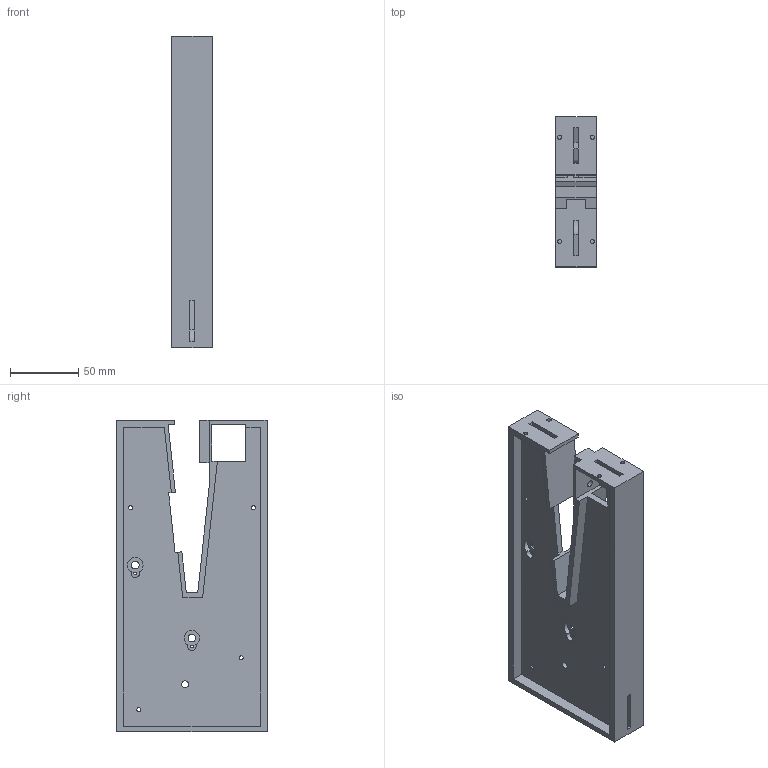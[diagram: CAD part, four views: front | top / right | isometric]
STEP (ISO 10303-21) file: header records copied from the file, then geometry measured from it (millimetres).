
FILE_DESCRIPTION (( 'STEP AP203' ), '1' );
FILE_NAME ('æåëîá.STEP', '2025-11-28T13:39:28', ( '' ), ( '' ), 'SwSTEP 2.0', 'SolidWorks 2020', '' );
FILE_SCHEMA (( 'CONFIG_CONTROL_DESIGN' ));
Length unit declared in the file: millimetre
Products named in the file (1): æåëîá
Bounding box: 30 x 110 x 228 mm (x, y, z)
Volume: 212949.8 mm3; surface area: 93111.8 mm2
Topology: 1 solids, 1 shells, 105 faces, 314 edges, 208 vertices
Faces by surface type: plane 66, cylinder 39
Entity records: 3687 total; most frequent: CARTESIAN_POINT 628, ORIENTED_EDGE 628, DIRECTION 604, EDGE_CURVE 314, VECTOR 236, LINE 236, VERTEX_POINT 208, AXIS2_PLACEMENT_3D 184
